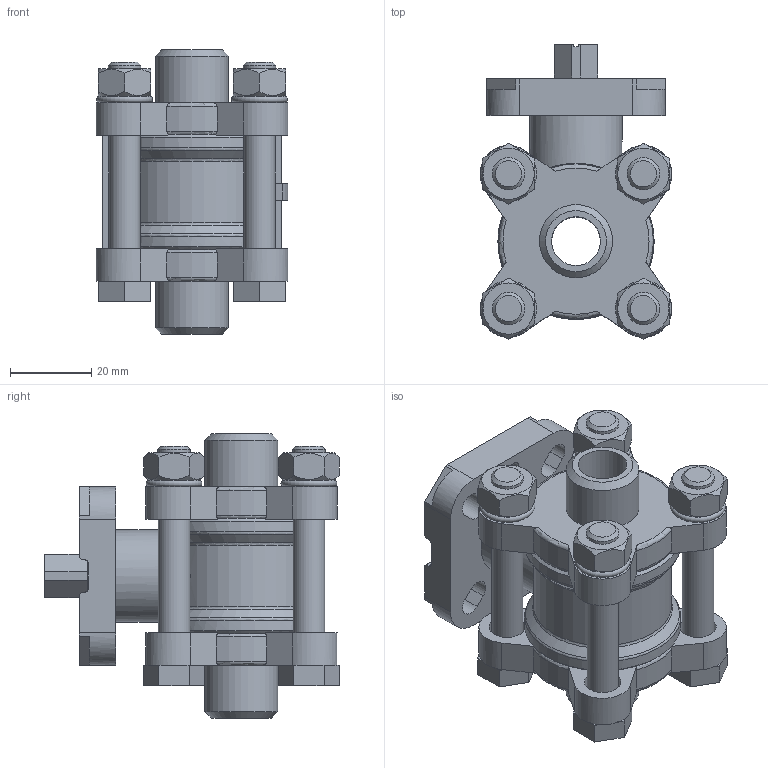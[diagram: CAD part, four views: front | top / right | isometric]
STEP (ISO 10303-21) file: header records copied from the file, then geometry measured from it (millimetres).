
FILE_DESCRIPTION(/* description */ ('STEP AP214'),/* implementation_level */ '2;1');
FILE_NAME(/* name */ '1686662_VZBA-3_8-WW-63-T-22-F0304-V4V4T',/* time_stamp */ '2024-09-18T00:40:32+02:00',/* author */ ('License CC BY-ND 4.0'),/* organization */ ('CADENAS'),/* preprocessor_version */ 'ST-DEVELOPER v19.3',/* originating_system */ 'PARTsolutions',/* authorisation */ ' ');
FILE_SCHEMA (('AUTOMOTIVE_DESIGN {1 0 10303 214 3 1 1}'));
Length unit declared in the file: millimetre
Products named in the file (1): 1686662 VZBA-3/8''-WW-63-T-22-F0304-V4V4T
Bounding box: 47.19 x 72.62 x 70 mm (x, y, z)
Volume: 86942.8 mm3; surface area: 30831.1 mm2
Topology: 1 solids, 1 shells, 288 faces, 735 edges, 478 vertices
Faces by surface type: plane 176, cylinder 64, torus 24, cone 24
Full cylindrical faces by diameter (mm): 3.7 x1, 7.75 x4, 8 x8, 9 x9, 12 x1, 13.5 x1, 18 x2, 22.7 x1, 28.7 x1, 38.5 x2
Entity records: 8600 total; most frequent: CARTESIAN_POINT 1928, DIRECTION 1333, ORIENTED_EDGE 1326, EDGE_CURVE 663, AXIS2_PLACEMENT_3D 502, VERTEX_POINT 460, EDGE_LOOP 393, FACE_BOUND 393
